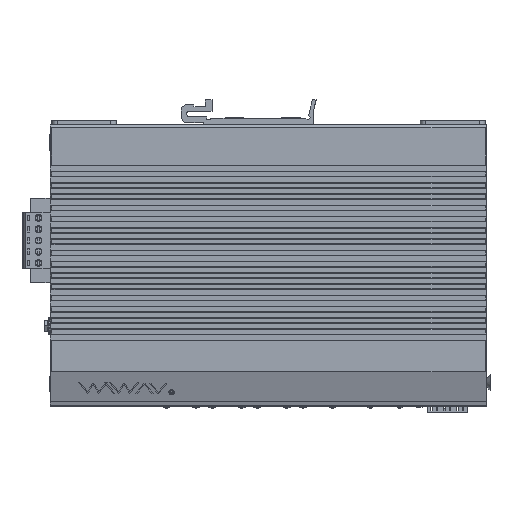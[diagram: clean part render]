
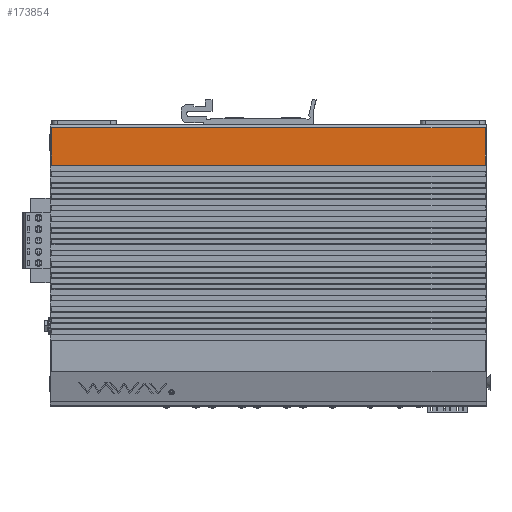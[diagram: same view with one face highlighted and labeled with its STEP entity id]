
A CAD part, top view. The second image highlights one B-rep face of the part: STEP entity #173854.
In plain terms, the highlighted planar face has unit normal (0, 0, 1).
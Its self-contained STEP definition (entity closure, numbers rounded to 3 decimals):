
#166749=DIRECTION('',(1.,0.,0.));
#166750=VECTOR('',#166749,154.);
#166751=CARTESIAN_POINT('',(15370.886,3341.109,43.9));
#166752=LINE('',#166751,#166750);
#166776=DIRECTION('',(0.,-1.,0.));
#166777=VECTOR('',#166776,13.3);
#166778=CARTESIAN_POINT('',(15524.886,3341.109,43.9));
#166779=LINE('',#166778,#166777);
#166803=DIRECTION('',(-1.,0.,0.));
#166804=VECTOR('',#166803,154.);
#166805=CARTESIAN_POINT('',(15524.886,3327.809,43.9));
#166806=LINE('',#166805,#166804);
#168785=DIRECTION('',(0.,1.,0.));
#168786=VECTOR('',#168785,13.3);
#168787=CARTESIAN_POINT('',(15370.886,3327.809,43.9));
#168788=LINE('',#168787,#168786);
#169158=CARTESIAN_POINT('',(15524.886,3341.109,43.9));
#169159=VERTEX_POINT('',#169158);
#169201=CARTESIAN_POINT('',(15370.886,3341.109,43.9));
#169202=VERTEX_POINT('',#169201);
#169246=CARTESIAN_POINT('',(15524.886,3327.809,43.9));
#169247=VERTEX_POINT('',#169246);
#169289=CARTESIAN_POINT('',(15370.886,3327.809,43.9));
#169290=VERTEX_POINT('',#169289);
#173843=CARTESIAN_POINT('',(15525.386,3341.109,43.9));
#173844=DIRECTION('',(0.,0.,1.));
#173845=DIRECTION('',(-1.,0.,0.));
#173846=AXIS2_PLACEMENT_3D('',#173843,#173844,#173845);
#173847=PLANE('',#173846);
#173848=ORIENTED_EDGE('',*,*,#171621,.T.);
#173849=ORIENTED_EDGE('',*,*,#171639,.T.);
#173850=ORIENTED_EDGE('',*,*,#171661,.T.);
#173851=ORIENTED_EDGE('',*,*,#173838,.T.);
#173852=EDGE_LOOP('',(#173848,#173849,#173850,#173851));
#173853=FACE_OUTER_BOUND('',#173852,.F.);
#171621=EDGE_CURVE('',#169202,#169159,#166752,.T.);
#171639=EDGE_CURVE('',#169159,#169247,#166779,.T.);
#171661=EDGE_CURVE('',#169247,#169290,#166806,.T.);
#173838=EDGE_CURVE('',#169290,#169202,#168788,.T.);
#173854=ADVANCED_FACE('',(#173853),#173847,.T.);
